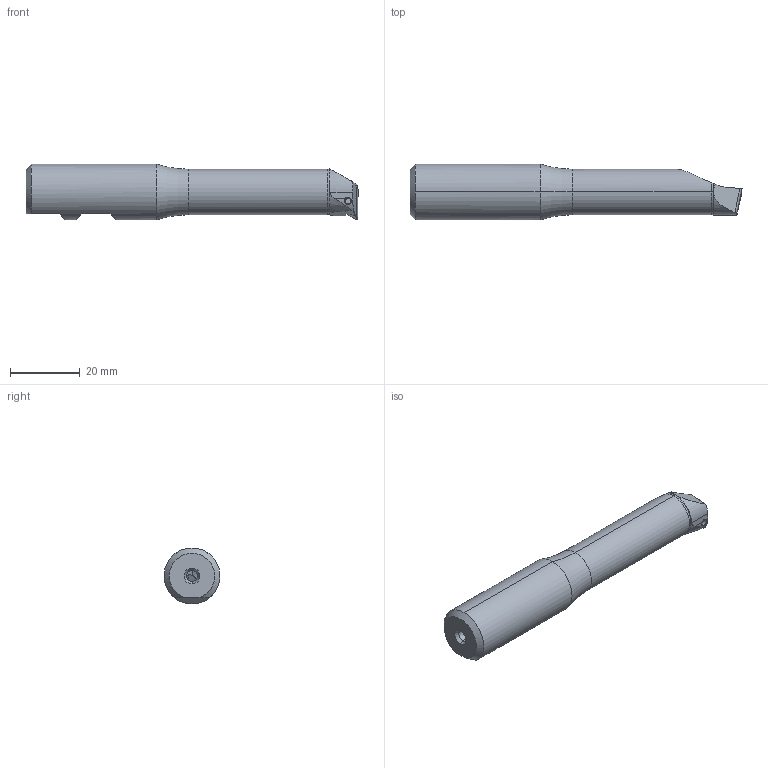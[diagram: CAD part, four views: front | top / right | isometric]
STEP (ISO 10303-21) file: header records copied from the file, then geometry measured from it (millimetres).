
FILE_DESCRIPTION (( 'STEP AP203' ), '1' );
FILE_NAME ('253.016.T09.095.STEP', '2024-08-26T13:21:52', ( '' ), ( '' ), 'SwSTEP 2.0', 'SolidWorks 2022', '' );
FILE_SCHEMA (( 'CONFIG_CONTROL_DESIGN' ));
Length unit declared in the file: millimetre
Products named in the file (4): WCA-ER2.001.006_B; TPGH090204; 253.016.T09.095; B16-WTH.016.095_A
Assembly tree (3 placements, depth 2):
  253.016.T09.095
    B16-WTH.016.095_A
    TPGH090204
    WCA-ER2.001.006_B
Bounding box: 95 x 16 x 16 mm (x, y, z)
Volume: 13379.2 mm3; surface area: 5415.5 mm2
Topology: 3 solids, 3 shells, 101 faces, 263 edges, 165 vertices
Faces by surface type: cylinder 41, plane 27, cone 22, torus 8, sphere 2, bspline 1
Entity records: 3797 total; most frequent: CARTESIAN_POINT 1008, ORIENTED_EDGE 520, DIRECTION 485, EDGE_CURVE 260, AXIS2_PLACEMENT_3D 190, VERTEX_POINT 165, EDGE_LOOP 107, LINE 105
